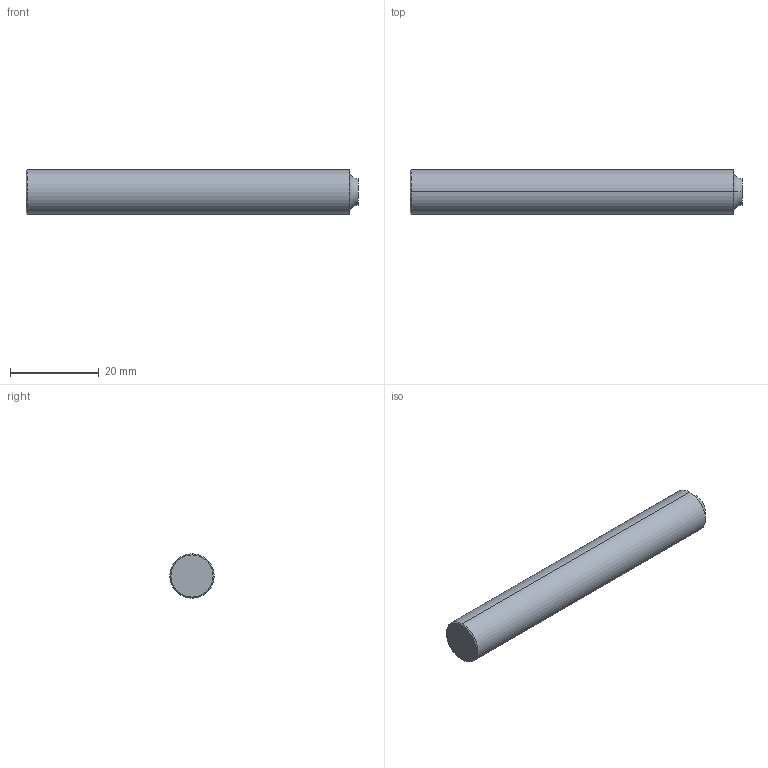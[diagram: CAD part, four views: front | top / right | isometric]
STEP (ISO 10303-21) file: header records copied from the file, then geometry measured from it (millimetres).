
FILE_DESCRIPTION((''),'2;1');
FILE_NAME('52249020_ASM','2019-10-17T11:34:08',('endresb'),(''),'CREO PARAMETRIC BY PTC INC, 2018400','CREO PARAMETRIC BY PTC INC, 2018400','');
FILE_SCHEMA(('AUTOMOTIVE_DESIGN { 1 0 10303 214 1 1 1 1 }'));
Length unit declared in the file: millimetre
Products named in the file (3): 52249020NC; 52249020C; 52249020_ASM
Assembly tree (2 placements, depth 2):
  52249020_ASM
    52249020NC
    52249020C
Bounding box: 75 x 10 x 10 mm (x, y, z)
Volume: 5732.4 mm3; surface area: 2626.1 mm2
Topology: 1 solids, 2 shells, 10 faces, 18 edges, 13 vertices
Faces by surface type: plane 4, cylinder 2, cone 2, torus 2
Entity records: 1316 total; most frequent: DIRECTION 130, PROPERTY_DEFINITION 114, REPRESENTATION 112, PROPERTY_DEFINITION_REPRESENTATION 112, CARTESIAN_POINT 87, DESCRIPTIVE_REPRESENTATION_ITEM 78, GENERAL_PROPERTY 75, GENERAL_PROPERTY_ASSOCIATION 75
